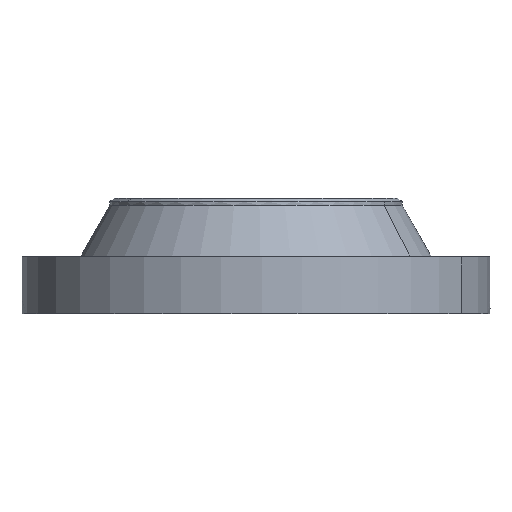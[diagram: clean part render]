
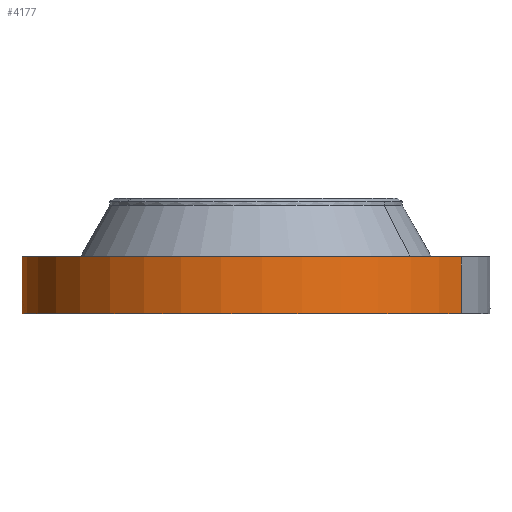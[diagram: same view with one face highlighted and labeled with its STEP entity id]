
A CAD part, left-side view. The second image highlights one B-rep face of the part: STEP entity #4177.
In plain terms, the highlighted cylindrical face has radius 406.4 mm (diameter 812.8 mm), a partial arc.
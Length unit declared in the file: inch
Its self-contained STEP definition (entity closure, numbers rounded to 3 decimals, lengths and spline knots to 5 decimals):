
#2927=AXIS2_PLACEMENT_3D('Circle Axis2P3D',#2925,#2926,$) ;
#4063=AXIS2_PLACEMENT_3D('Cylinder Axis2P3D',#4060,#4061,#4062) ;
#4067=AXIS2_PLACEMENT_3D('Circle Axis2P3D',#4065,#4066,$) ;
#2920=CARTESIAN_POINT('Vertex',(7.67081,14.04132,3.875)) ;
#2922=CARTESIAN_POINT('Vertex',(-7.67081,-14.04132,3.875)) ;
#2925=CARTESIAN_POINT('Axis2P3D Location',(0.,0.,3.875)) ;
#4060=CARTESIAN_POINT('Axis2P3D Location',(0.,0.,3.9375)) ;
#4065=CARTESIAN_POINT('Axis2P3D Location',(0.,0.,0.)) ;
#4069=CARTESIAN_POINT('Vertex',(-7.67081,-14.04132,0.)) ;
#4071=CARTESIAN_POINT('Vertex',(7.67081,14.04132,0.)) ;
#4074=CARTESIAN_POINT('Line Origine',(-7.67081,-14.04132,1.9375)) ;
#4079=CARTESIAN_POINT('Line Origine',(7.67081,14.04132,1.9375)) ;
#4091=CARTESIAN_POINT('Control Point',(-0.00072,16.,1.10412)) ;
#4092=CARTESIAN_POINT('Control Point',(-0.01892,16.,1.10408)) ;
#4093=CARTESIAN_POINT('Control Point',(-0.03711,15.99997,1.10264)) ;
#4094=CARTESIAN_POINT('Control Point',(-0.05509,15.99991,1.0998)) ;
#4095=CARTESIAN_POINT('Vertex',(-0.00072,16.,1.10412)) ;
#4097=CARTESIAN_POINT('Vertex',(-0.05508,15.99991,1.09981)) ;
#4101=CARTESIAN_POINT('Control Point',(-0.05508,15.99991,1.09981)) ;
#4102=CARTESIAN_POINT('Control Point',(-0.0956,15.99977,1.09541)) ;
#4103=CARTESIAN_POINT('Control Point',(-0.13548,15.99947,1.08365)) ;
#4104=CARTESIAN_POINT('Control Point',(-0.17223,15.99907,1.0653)) ;
#4105=CARTESIAN_POINT('Vertex',(-0.17223,15.99907,1.0653)) ;
#4109=CARTESIAN_POINT('Control Point',(-0.03106,15.99997,0.34119)) ;
#4110=CARTESIAN_POINT('Control Point',(-0.09628,15.99984,0.34944)) ;
#4111=CARTESIAN_POINT('Control Point',(-0.15944,15.99939,0.3713)) ;
#4112=CARTESIAN_POINT('Control Point',(-0.2166,15.99865,0.40609)) ;
#4113=CARTESIAN_POINT('Control Point',(-0.29216,15.9974,0.47706)) ;
#4114=CARTESIAN_POINT('Control Point',(-0.34075,15.99638,0.56588)) ;
#4115=CARTESIAN_POINT('Control Point',(-0.35457,15.99608,0.6001)) ;
#4116=CARTESIAN_POINT('Control Point',(-0.37513,15.99561,0.67508)) ;
#4117=CARTESIAN_POINT('Control Point',(-0.37694,15.99556,0.75237)) ;
#4118=CARTESIAN_POINT('Control Point',(-0.37258,15.99566,0.79294)) ;
#4119=CARTESIAN_POINT('Control Point',(-0.35006,15.99619,0.88566)) ;
#4120=CARTESIAN_POINT('Control Point',(-0.3004,15.99722,0.96719)) ;
#4121=CARTESIAN_POINT('Control Point',(-0.26362,15.99791,1.00825)) ;
#4122=CARTESIAN_POINT('Control Point',(-0.22012,15.99856,1.04139)) ;
#4123=CARTESIAN_POINT('Control Point',(-0.17223,15.99907,1.0653)) ;
#4124=CARTESIAN_POINT('Vertex',(-0.03106,15.99997,0.34119)) ;
#4128=CARTESIAN_POINT('Control Point',(-0.03106,15.99997,0.34119)) ;
#4129=CARTESIAN_POINT('Control Point',(-0.02071,15.99999,0.34088)) ;
#4130=CARTESIAN_POINT('Control Point',(-0.01034,16.,0.34094)) ;
#4131=CARTESIAN_POINT('Control Point',(0.,16.,0.34137)) ;
#4132=CARTESIAN_POINT('Vertex',(0.,16.,0.34137)) ;
#4136=CARTESIAN_POINT('Control Point',(0.19258,15.99884,0.39749)) ;
#4137=CARTESIAN_POINT('Control Point',(0.14899,15.99937,0.37208)) ;
#4138=CARTESIAN_POINT('Control Point',(0.10111,15.99978,0.3538)) ;
#4139=CARTESIAN_POINT('Control Point',(0.0508,16.,0.34353)) ;
#4140=CARTESIAN_POINT('Control Point',(0.,16.,0.34137)) ;
#4141=CARTESIAN_POINT('Vertex',(0.19258,15.99884,0.39749)) ;
#4145=CARTESIAN_POINT('Control Point',(0.19258,15.99884,0.39749)) ;
#4146=CARTESIAN_POINT('Control Point',(0.24938,15.99816,0.43059)) ;
#4147=CARTESIAN_POINT('Control Point',(0.29939,15.9973,0.47501)) ;
#4148=CARTESIAN_POINT('Control Point',(0.33945,15.99644,0.52917)) ;
#4149=CARTESIAN_POINT('Control Point',(0.38356,15.99541,0.62741)) ;
#4150=CARTESIAN_POINT('Control Point',(0.39203,15.9952,0.73269)) ;
#4151=CARTESIAN_POINT('Control Point',(0.38988,15.99525,0.77287)) ;
#4152=CARTESIAN_POINT('Control Point',(0.37567,15.9956,0.84779)) ;
#4153=CARTESIAN_POINT('Control Point',(0.34349,15.99632,0.91623)) ;
#4154=CARTESIAN_POINT('Control Point',(0.32439,15.99673,0.94666)) ;
#4155=CARTESIAN_POINT('Control Point',(0.26272,15.99794,1.02288)) ;
#4156=CARTESIAN_POINT('Control Point',(0.17973,15.99913,1.07573)) ;
#4157=CARTESIAN_POINT('Control Point',(0.12112,15.99972,1.0977)) ;
#4158=CARTESIAN_POINT('Control Point',(0.06008,16.,1.1071)) ;
#4159=CARTESIAN_POINT('Control Point',(-0.00003,16.,1.10415)) ;
#4160=CARTESIAN_POINT('Vertex',(-0.00003,16.,1.10415)) ;
#4164=CARTESIAN_POINT('Control Point',(-0.00072,16.,1.10412)) ;
#4165=CARTESIAN_POINT('Control Point',(-0.00037,16.,1.10414)) ;
#4166=CARTESIAN_POINT('Control Point',(-0.00003,16.,1.10415)) ;
#2926=DIRECTION('Axis2P3D Direction',(0.,0.,-0.039)) ;
#4061=DIRECTION('Axis2P3D Direction',(0.,0.,-0.039)) ;
#4062=DIRECTION('Axis2P3D XDirection',(0.019,0.035,0.)) ;
#4066=DIRECTION('Axis2P3D Direction',(0.,0.,-0.039)) ;
#4075=DIRECTION('Vector Direction',(0.,0.,-0.039)) ;
#4080=DIRECTION('Vector Direction',(0.,0.,-0.039)) ;
#4076=VECTOR('Line Direction',#4075,0.03937) ;
#4081=VECTOR('Line Direction',#4080,0.03937) ;
#4085=ORIENTED_EDGE('',*,*,#4073,.F.) ;
#4086=ORIENTED_EDGE('',*,*,#4078,.T.) ;
#4087=ORIENTED_EDGE('',*,*,#2929,.T.) ;
#4088=ORIENTED_EDGE('',*,*,#4083,.F.) ;
#4169=ORIENTED_EDGE('',*,*,#4099,.T.) ;
#4170=ORIENTED_EDGE('',*,*,#4107,.T.) ;
#4171=ORIENTED_EDGE('',*,*,#4126,.F.) ;
#4172=ORIENTED_EDGE('',*,*,#4134,.T.) ;
#4173=ORIENTED_EDGE('',*,*,#4143,.F.) ;
#4174=ORIENTED_EDGE('',*,*,#4162,.T.) ;
#4175=ORIENTED_EDGE('',*,*,#4167,.F.) ;
#4176=FACE_BOUND('',#4168,.T.) ;
#4177=ADVANCED_FACE('PartBody',(#4089,#4176),#4064,.T.) ;
#4090=B_SPLINE_CURVE_WITH_KNOTS('',3,(#4091,#4092,#4093,#4094),.UNSPECIFIED.,.F.,.U.,(4,4),(34.61665,36.63571),.UNSPECIFIED.) ;
#4100=B_SPLINE_CURVE_WITH_KNOTS('',3,(#4101,#4102,#4103,#4104),.UNSPECIFIED.,.F.,.U.,(4,4),(0.,4.57931),.UNSPECIFIED.) ;
#4108=B_SPLINE_CURVE_WITH_KNOTS('',5,(#4109,#4110,#4111,#4112,#4113,#4114,#4115,#4116,#4117,#4118,#4119,#4120,#4121,#4122,#4123),.UNSPECIFIED.,.F.,.U.,(6,3,3,3,6),(0.,11.42335,17.99126,25.34361,35.28854),.UNSPECIFIED.) ;
#4127=B_SPLINE_CURVE_WITH_KNOTS('',3,(#4128,#4129,#4130,#4131),.UNSPECIFIED.,.F.,.U.,(4,4),(0.,1.08069),.UNSPECIFIED.) ;
#4135=B_SPLINE_CURVE_WITH_KNOTS('',4,(#4136,#4137,#4138,#4139,#4140),.UNSPECIFIED.,.F.,.U.,(5,5),(0.,7.07917),.UNSPECIFIED.) ;
#4144=B_SPLINE_CURVE_WITH_KNOTS('',5,(#4145,#4146,#4147,#4148,#4149,#4150,#4151,#4152,#4153,#4154,#4155,#4156,#4157,#4158,#4159),.UNSPECIFIED.,.F.,.U.,(6,3,3,3,6),(0.,11.52946,18.61513,25.04142,36.27651),.UNSPECIFIED.) ;
#4163=B_SPLINE_CURVE_WITH_KNOTS('',2,(#4164,#4165,#4166),.UNSPECIFIED.,.F.,.U.,(3,3),(1.02034,1.04613),.UNSPECIFIED.) ;
#2928=CIRCLE('generated circle',#2927,16.) ;
#4068=CIRCLE('generated circle',#4067,16.) ;
#4064=CYLINDRICAL_SURFACE('generated cylinder',#4063,16.) ;
#2929=EDGE_CURVE('',#2923,#2921,#2928,.T.) ;
#4073=EDGE_CURVE('',#4070,#4072,#4068,.T.) ;
#4078=EDGE_CURVE('',#4070,#2923,#4077,.F.) ;
#4083=EDGE_CURVE('',#4072,#2921,#4082,.F.) ;
#4099=EDGE_CURVE('',#4096,#4098,#4090,.T.) ;
#4107=EDGE_CURVE('',#4098,#4106,#4100,.T.) ;
#4126=EDGE_CURVE('',#4125,#4106,#4108,.T.) ;
#4134=EDGE_CURVE('',#4125,#4133,#4127,.T.) ;
#4143=EDGE_CURVE('',#4142,#4133,#4135,.T.) ;
#4162=EDGE_CURVE('',#4142,#4161,#4144,.T.) ;
#4167=EDGE_CURVE('',#4096,#4161,#4163,.T.) ;
#4084=EDGE_LOOP('',(#4085,#4086,#4087,#4088)) ;
#4168=EDGE_LOOP('',(#4169,#4170,#4171,#4172,#4173,#4174,#4175)) ;
#4089=FACE_OUTER_BOUND('',#4084,.T.) ;
#4077=LINE('Line',#4074,#4076) ;
#4082=LINE('Line',#4079,#4081) ;
#2921=VERTEX_POINT('',#2920) ;
#2923=VERTEX_POINT('',#2922) ;
#4070=VERTEX_POINT('',#4069) ;
#4072=VERTEX_POINT('',#4071) ;
#4096=VERTEX_POINT('',#4095) ;
#4098=VERTEX_POINT('',#4097) ;
#4106=VERTEX_POINT('',#4105) ;
#4125=VERTEX_POINT('',#4124) ;
#4133=VERTEX_POINT('',#4132) ;
#4142=VERTEX_POINT('',#4141) ;
#4161=VERTEX_POINT('',#4160) ;
